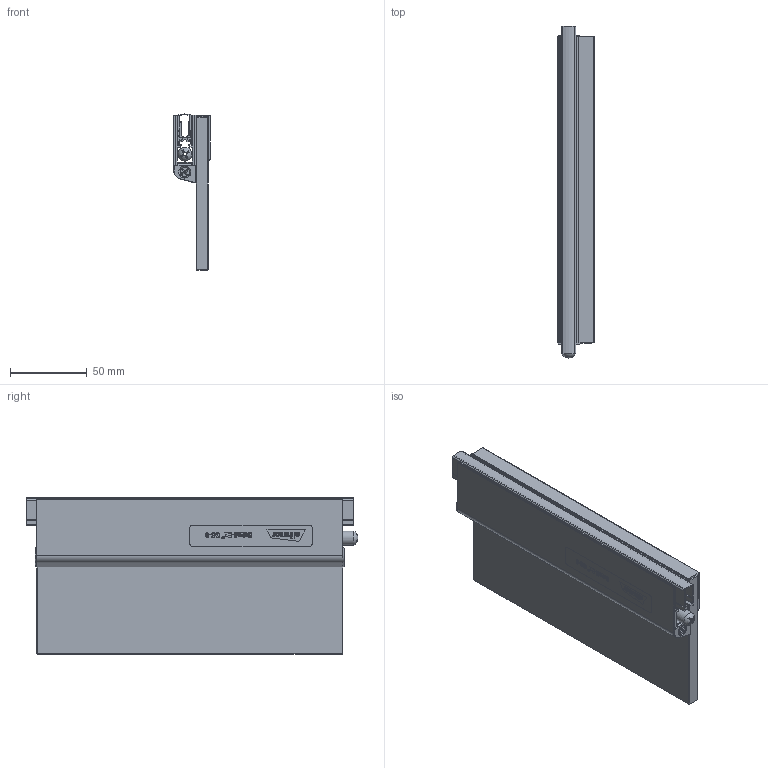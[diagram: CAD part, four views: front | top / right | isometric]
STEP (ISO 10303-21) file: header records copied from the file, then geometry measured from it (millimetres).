
FILE_DESCRIPTION(/* description */ ('Unknown'),/* implementation_level */ '2;1');
FILE_NAME(/* name */ '1-407_SchallEx-GS8_3D',/* time_stamp */ '2021-06-02T14:29:45+02:00',/* author */ ('Unknown'),/* organization */ ('Unknown'),/* preprocessor_version */ 'ST-DEVELOPER v16.7',/* originating_system */ 'Solid Edge',/* authorisation */ 'Unknown');
FILE_SCHEMA (('AUTOMOTIVE_DESIGN {1 0 10303 214 3 1 1}'));
Length unit declared in the file: millimetre
Products named in the file (15): 29592_Bodendichtung___8mm_Glas; AP_395_oa_0; AW_064_02; AW_064; 21890_Befestigungsschraube; 29600_Etikett_3D__Schall-Ex_GS-8; 26541_Etikett_Athmer_klein_kurz; 31110_Athmer_Logo__ab_2021_; 29601_Text__Schall-Ex_GS-8; AP_391; AP_390_oa_1; 27508_Dichtprofil; 29599_Glaswand_8mm; AN_102_oa_2; AJ_149
Assembly tree (15 placements, depth 3):
  29592_Bodendichtung___8mm_Glas
    AP_395_oa_0
    AW_064_02
    AW_064
    21890_Befestigungsschraube  x2
    29600_Etikett_3D__Schall-Ex_GS-8
      26541_Etikett_Athmer_klein_kurz
      31110_Athmer_Logo__ab_2021_
      29601_Text__Schall-Ex_GS-8
    AP_391
    AP_390_oa_1
    27508_Dichtprofil
    29599_Glaswand_8mm
    AN_102_oa_2
      AJ_149
Bounding box: 24.3 x 216.87 x 102 mm (x, y, z)
Volume: 233472.1 mm3; surface area: 180980.1 mm2
Topology: 29 solids, 29 shells, 792 faces, 2098 edges, 1374 vertices
Faces by surface type: plane 488, cylinder 191, bspline 87, cone 13, torus 12, sphere 1
Full cylindrical faces by diameter (mm): 1.003 x2, 4.134 x1, 5.9 x2, 6.132 x2, 9.2 x1
Entity records: 25595 total; most frequent: CARTESIAN_POINT 8194, ORIENTED_EDGE 3680, DIRECTION 3190, EDGE_CURVE 1840, VERTEX_POINT 1218, LINE 1174, VECTOR 1174, AXIS2_PLACEMENT_3D 1008
